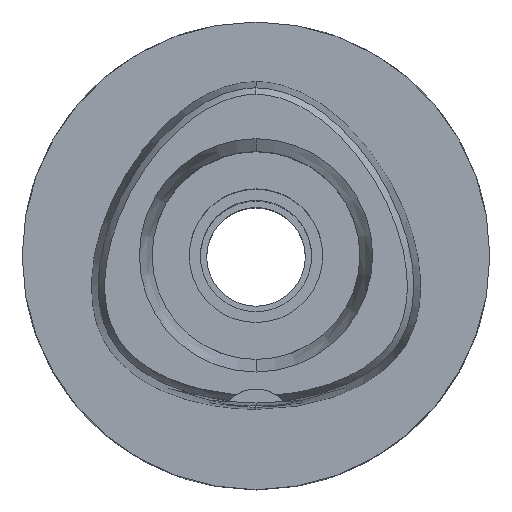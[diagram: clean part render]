
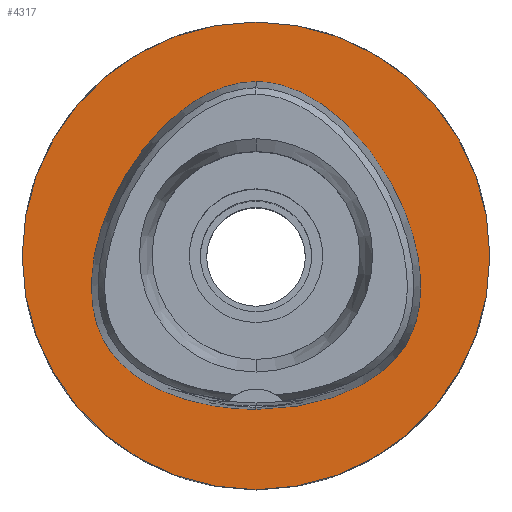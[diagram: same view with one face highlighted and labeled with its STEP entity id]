
A CAD part, top view. The second image highlights one B-rep face of the part: STEP entity #4317.
In plain terms, the highlighted planar face has unit normal (0, 0, 1).
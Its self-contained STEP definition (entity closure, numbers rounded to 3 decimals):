
#31 = CARTESIAN_POINT ( 'NONE',  ( -7.571, 21.315, 0. ) ) ;
#101 = EDGE_CURVE ( 'NONE', #1539, #4866, #5259, .T. ) ;
#387 = AXIS2_PLACEMENT_3D ( 'NONE', #2405, #2852, #1218 ) ;
#507 = VERTEX_POINT ( 'NONE', #2560 ) ;
#524 = CARTESIAN_POINT ( 'NONE',  ( -20.35, -11.749, 0. ) ) ;
#541 = CARTESIAN_POINT ( 'NONE',  ( 21.555, -8.996, 0. ) ) ;
#547 = CARTESIAN_POINT ( 'NONE',  ( 0., -20.675, 0. ) ) ;
#603 = CARTESIAN_POINT ( 'NONE',  ( 11.233, -18.893, 0. ) ) ;
#683 = B_SPLINE_CURVE_WITH_KNOTS ( 'NONE', 3,
 ( #3123, #2702, #916, #3149, #31, #2273, #1762, #4821, #2645, #3094, #1841, #4352, #4431, #2223, #524, #1788, #3987, #892, #4845, #4795, #4327, #4403, #547 ),
 .UNSPECIFIED., .F., .F.,
 ( 4, 1, 1, 1, 1, 1, 1, 1, 1, 1, 1, 1, 1, 1, 1, 1, 1, 1, 1, 1, 4 ),
 ( 0., 0.042, 0.083, 0.125, 0.167, 0.25, 0.333, 0.417, 0.5, 0.542, 0.583, 0.625, 0.646, 0.667, 0.688, 0.708, 0.75, 0.792, 0.833, 0.917, 1. ),
 .UNSPECIFIED. ) ;
#892 = CARTESIAN_POINT ( 'NONE',  ( -16.959, -15.678, 0. ) ) ;
#916 = CARTESIAN_POINT ( 'NONE',  ( -2.565, 23.293, 0. ) ) ;
#964 = DIRECTION ( 'NONE',  ( 0., 1., 0. ) ) ;
#1218 = DIRECTION ( 'NONE',  ( 0., -1., 0. ) ) ;
#1305 = EDGE_LOOP ( 'NONE', ( #4776, #5457 ) ) ;
#1323 = EDGE_CURVE ( 'NONE', #507, #1408, #2070, .T. ) ;
#1408 = VERTEX_POINT ( 'NONE', #5484 ) ;
#1423 = CARTESIAN_POINT ( 'NONE',  ( 22.057, -6.848, 0. ) ) ;
#1539 = VERTEX_POINT ( 'NONE', #2518 ) ;
#1762 = CARTESIAN_POINT ( 'NONE',  ( -14.408, 15.641, 0. ) ) ;
#1781 = CARTESIAN_POINT ( 'NONE',  ( 14.673, -17.214, 0. ) ) ;
#1788 = CARTESIAN_POINT ( 'NONE',  ( -19.649, -12.825, 0. ) ) ;
#1801 = DIRECTION ( 'NONE',  ( 0., 0., -1. ) ) ;
#1804 = CARTESIAN_POINT ( 'NONE',  ( 22.245, -4.1, 0. ) ) ;
#1808 = CARTESIAN_POINT ( 'NONE',  ( 0., 0., 0. ) ) ;
#1832 = CARTESIAN_POINT ( 'NONE',  ( 10.746, 19.174, 0. ) ) ;
#1841 = CARTESIAN_POINT ( 'NONE',  ( -22.245, -4.1, 0. ) ) ;
#1992 = EDGE_LOOP ( 'NONE', ( #4790, #3539 ) ) ;
#2070 = B_SPLINE_CURVE_WITH_KNOTS ( 'NONE', 3,
 ( #4454, #3955, #2720, #603, #1781, #3114, #4398, #5321, #5291, #4839, #541, #1423, #1804, #2295, #2267, #3979, #2431, #1832, #4142, #3572, #3522, #2329, #4895 ),
 .UNSPECIFIED., .F., .F.,
 ( 4, 1, 1, 1, 1, 1, 1, 1, 1, 1, 1, 1, 1, 1, 1, 1, 1, 1, 1, 1, 4 ),
 ( 0., 0.083, 0.167, 0.208, 0.25, 0.292, 0.312, 0.333, 0.354, 0.375, 0.417, 0.458, 0.5, 0.583, 0.667, 0.75, 0.833, 0.875, 0.917, 0.958, 1. ),
 .UNSPECIFIED. ) ;
#2103 = AXIS2_PLACEMENT_3D ( 'NONE', #1808, #2701, #2594 ) ;
#2223 = CARTESIAN_POINT ( 'NONE',  ( -20.932, -10.604, 0. ) ) ;
#2267 = CARTESIAN_POINT ( 'NONE',  ( 20.749, 4.657, 0. ) ) ;
#2273 = CARTESIAN_POINT ( 'NONE',  ( -10.746, 19.174, 0. ) ) ;
#2295 = CARTESIAN_POINT ( 'NONE',  ( 21.978, -0.281, 0. ) ) ;
#2329 = CARTESIAN_POINT ( 'NONE',  ( 0.855, 23.475, 0. ) ) ;
#2405 = CARTESIAN_POINT ( 'NONE',  ( 0., 0., 0. ) ) ;
#2410 = CARTESIAN_POINT ( 'NONE',  ( 0., -31.5, 0. ) ) ;
#2431 = CARTESIAN_POINT ( 'NONE',  ( 14.408, 15.641, 0. ) ) ;
#2518 = CARTESIAN_POINT ( 'NONE',  ( 0., 31.5, 0. ) ) ;
#2560 = CARTESIAN_POINT ( 'NONE',  ( 0., -20.675, 0. ) ) ;
#2594 = DIRECTION ( 'NONE',  ( 0., -1., 0. ) ) ;
#2645 = CARTESIAN_POINT ( 'NONE',  ( -20.749, 4.657, 0. ) ) ;
#2701 = DIRECTION ( 'NONE',  ( 0., 0., -1. ) ) ;
#2702 = CARTESIAN_POINT ( 'NONE',  ( -0.855, 23.475, 0. ) ) ;
#2720 = CARTESIAN_POINT ( 'NONE',  ( 6.341, -20.298, 0. ) ) ;
#2741 = CARTESIAN_POINT ( 'NONE',  ( 0., 0., 0. ) ) ;
#2852 = DIRECTION ( 'NONE',  ( 0., 0., -1. ) ) ;
#3094 = CARTESIAN_POINT ( 'NONE',  ( -21.978, -0.281, 0. ) ) ;
#3114 = CARTESIAN_POINT ( 'NONE',  ( 16.959, -15.678, 0. ) ) ;
#3123 = CARTESIAN_POINT ( 'NONE',  ( 0., 23.475, 0. ) ) ;
#3149 = CARTESIAN_POINT ( 'NONE',  ( -5.098, 22.526, 0. ) ) ;
#3376 = CIRCLE ( 'NONE', #387, 31.5 ) ;
#3522 = CARTESIAN_POINT ( 'NONE',  ( 2.565, 23.293, 0. ) ) ;
#3539 = ORIENTED_EDGE ( 'NONE', *, *, #1323, .F. ) ;
#3572 = CARTESIAN_POINT ( 'NONE',  ( 5.098, 22.526, 0. ) ) ;
#3955 = CARTESIAN_POINT ( 'NONE',  ( 2.114, -20.675, 0. ) ) ;
#3971 = EDGE_CURVE ( 'NONE', #1408, #507, #683, .T. ) ;
#3979 = CARTESIAN_POINT ( 'NONE',  ( 18.068, 10.432, 0. ) ) ;
#3987 = CARTESIAN_POINT ( 'NONE',  ( -18.568, -14.169, 0. ) ) ;
#4142 = CARTESIAN_POINT ( 'NONE',  ( 7.571, 21.315, 0. ) ) ;
#4302 = FACE_OUTER_BOUND ( 'NONE', #1305, .T. ) ;
#4317 = ADVANCED_FACE ( 'NONE', ( #4302, #5158 ), #5271, .F. ) ;
#4327 = CARTESIAN_POINT ( 'NONE',  ( -6.341, -20.298, 0. ) ) ;
#4352 = CARTESIAN_POINT ( 'NONE',  ( -22.057, -6.848, 0. ) ) ;
#4398 = CARTESIAN_POINT ( 'NONE',  ( 18.568, -14.169, 0. ) ) ;
#4403 = CARTESIAN_POINT ( 'NONE',  ( -2.114, -20.675, 0. ) ) ;
#4431 = CARTESIAN_POINT ( 'NONE',  ( -21.555, -8.996, 0. ) ) ;
#4454 = CARTESIAN_POINT ( 'NONE',  ( 0., -20.675, 0. ) ) ;
#4776 = ORIENTED_EDGE ( 'NONE', *, *, #101, .F. ) ;
#4790 = ORIENTED_EDGE ( 'NONE', *, *, #3971, .F. ) ;
#4795 = CARTESIAN_POINT ( 'NONE',  ( -11.233, -18.893, 0. ) ) ;
#4821 = CARTESIAN_POINT ( 'NONE',  ( -18.068, 10.432, 0. ) ) ;
#4839 = CARTESIAN_POINT ( 'NONE',  ( 20.932, -10.604, 0. ) ) ;
#4845 = CARTESIAN_POINT ( 'NONE',  ( -14.673, -17.214, 0. ) ) ;
#4866 = VERTEX_POINT ( 'NONE', #2410 ) ;
#4895 = CARTESIAN_POINT ( 'NONE',  ( 0., 23.475, 0. ) ) ;
#5158 = FACE_BOUND ( 'NONE', #1992, .T. ) ;
#5222 = EDGE_CURVE ( 'NONE', #4866, #1539, #3376, .T. ) ;
#5259 = CIRCLE ( 'NONE', #5447, 31.5 ) ;
#5271 = PLANE ( 'NONE',  #2103 ) ;
#5291 = CARTESIAN_POINT ( 'NONE',  ( 20.35, -11.749, 0. ) ) ;
#5321 = CARTESIAN_POINT ( 'NONE',  ( 19.649, -12.825, 0. ) ) ;
#5447 = AXIS2_PLACEMENT_3D ( 'NONE', #2741, #1801, #964 ) ;
#5457 = ORIENTED_EDGE ( 'NONE', *, *, #5222, .F. ) ;
#5484 = CARTESIAN_POINT ( 'NONE',  ( 0., 23.475, 0. ) ) ;
